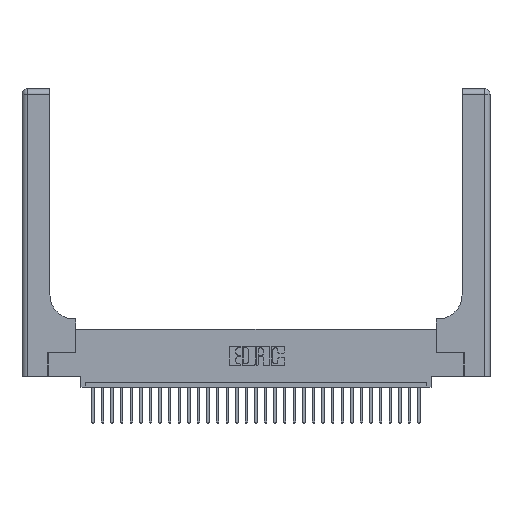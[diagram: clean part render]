
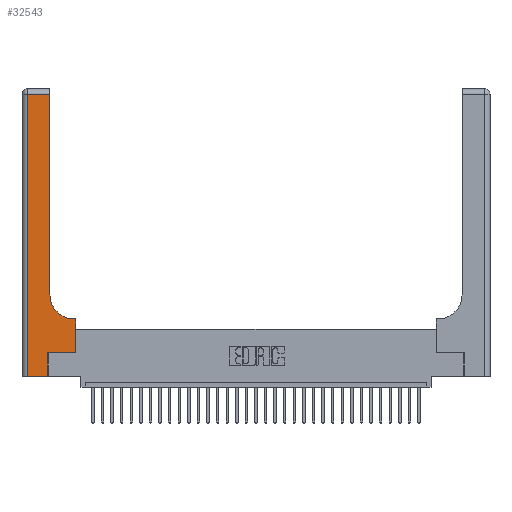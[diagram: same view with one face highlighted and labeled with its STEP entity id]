
A CAD part, top view. The second image highlights one B-rep face of the part: STEP entity #32543.
In plain terms, the highlighted planar face has unit normal (0, 0, 1).
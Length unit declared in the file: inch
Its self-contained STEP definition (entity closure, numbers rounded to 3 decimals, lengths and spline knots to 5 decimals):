
#108 = EDGE_CURVE ( 'NONE', #18632, #14458, #23483, .T. ) ;
#1066 = VECTOR ( 'NONE', #1099, 39.37008 ) ;
#1099 = DIRECTION ( 'NONE',  ( -1., 0., 0. ) ) ;
#1289 = LINE ( 'NONE', #21623, #22960 ) ;
#1968 = ORIENTED_EDGE ( 'NONE', *, *, #20031, .T. ) ;
#2246 = EDGE_CURVE ( 'NONE', #13855, #10863, #1289, .T. ) ;
#2400 = LINE ( 'NONE', #27379, #28412 ) ;
#3438 = EDGE_LOOP ( 'NONE', ( #22402, #1968, #10605, #18832, #30587, #18521, #10338, #9370, #19385 ) ) ;
#3567 = DIRECTION ( 'NONE',  ( 0., 1., 0. ) ) ;
#3741 = VECTOR ( 'NONE', #23261, 39.37008 ) ;
#4002 = VECTOR ( 'NONE', #4409, 39.37008 ) ;
#4122 = CIRCLE ( 'NONE', #6951, 0.25 ) ;
#4177 = VECTOR ( 'NONE', #29110, 39.37008 ) ;
#4271 = CARTESIAN_POINT ( 'NONE',  ( 0.2915, 0.85, 0.37 ) ) ;
#4409 = DIRECTION ( 'NONE',  ( 0., 1., 0. ) ) ;
#5232 = EDGE_CURVE ( 'NONE', #10863, #27880, #2400, .T. ) ;
#6159 = DIRECTION ( 'NONE',  ( 0., 0., -1. ) ) ;
#6357 = CARTESIAN_POINT ( 'NONE',  ( 0., 2.94, 0.37 ) ) ;
#6484 = LINE ( 'NONE', #28512, #3741 ) ;
#6487 = DIRECTION ( 'NONE',  ( -1., 0., 0. ) ) ;
#6926 = VECTOR ( 'NONE', #31844, 39.37008 ) ;
#6951 = AXIS2_PLACEMENT_3D ( 'NONE', #15625, #20238, #20441 ) ;
#8903 = EDGE_CURVE ( 'NONE', #27843, #17492, #4122, .T. ) ;
#9370 = ORIENTED_EDGE ( 'NONE', *, *, #10198, .T. ) ;
#10198 = EDGE_CURVE ( 'NONE', #14458, #27843, #6484, .T. ) ;
#10338 = ORIENTED_EDGE ( 'NONE', *, *, #108, .T. ) ;
#10605 = ORIENTED_EDGE ( 'NONE', *, *, #28829, .T. ) ;
#10690 = LINE ( 'NONE', #31479, #4002 ) ;
#10863 = VERTEX_POINT ( 'NONE', #27372 ) ;
#11461 = EDGE_CURVE ( 'NONE', #17492, #22479, #10690, .T. ) ;
#12149 = CARTESIAN_POINT ( 'NONE',  ( 0.5585, 0.6, 0.37 ) ) ;
#13855 = VERTEX_POINT ( 'NONE', #20025 ) ;
#14458 = VERTEX_POINT ( 'NONE', #12149 ) ;
#15285 = VERTEX_POINT ( 'NONE', #26572 ) ;
#15625 = CARTESIAN_POINT ( 'NONE',  ( 0.5415, 0.85, 0.37 ) ) ;
#16144 = CARTESIAN_POINT ( 'NONE',  ( 0.5585, 0.25, 0.37 ) ) ;
#17492 = VERTEX_POINT ( 'NONE', #4271 ) ;
#17528 = CARTESIAN_POINT ( 'NONE',  ( 0.5415, 0.6, 0.37 ) ) ;
#17559 = LINE ( 'NONE', #19646, #6926 ) ;
#18521 = ORIENTED_EDGE ( 'NONE', *, *, #22379, .T. ) ;
#18632 = VERTEX_POINT ( 'NONE', #29292 ) ;
#18832 = ORIENTED_EDGE ( 'NONE', *, *, #2246, .T. ) ;
#18855 = FACE_OUTER_BOUND ( 'NONE', #3438, .T. ) ;
#19385 = ORIENTED_EDGE ( 'NONE', *, *, #8903, .T. ) ;
#19646 = CARTESIAN_POINT ( 'NONE',  ( 0.06, 3., 0.37 ) ) ;
#19939 = LINE ( 'NONE', #21808, #4177 ) ;
#20025 = CARTESIAN_POINT ( 'NONE',  ( 0.06, 0., 0.37 ) ) ;
#20031 = EDGE_CURVE ( 'NONE', #22479, #15285, #30979, .T. ) ;
#20238 = DIRECTION ( 'NONE',  ( 0., 0., -1. ) ) ;
#20441 = DIRECTION ( 'NONE',  ( 1., 0., 0. ) ) ;
#21018 = DIRECTION ( 'NONE',  ( 0., 1., 0. ) ) ;
#21572 = PLANE ( 'NONE',  #22912 ) ;
#21623 = CARTESIAN_POINT ( 'NONE',  ( 0., 0., 0.37 ) ) ;
#21808 = CARTESIAN_POINT ( 'NONE',  ( 0.269, 0.25, 0.37 ) ) ;
#21869 = VECTOR ( 'NONE', #3567, 39.37008 ) ;
#22379 = EDGE_CURVE ( 'NONE', #27880, #18632, #19939, .T. ) ;
#22402 = ORIENTED_EDGE ( 'NONE', *, *, #11461, .T. ) ;
#22479 = VERTEX_POINT ( 'NONE', #26579 ) ;
#22912 = AXIS2_PLACEMENT_3D ( 'NONE', #24029, #6159, #6487 ) ;
#22960 = VECTOR ( 'NONE', #26392, 39.37008 ) ;
#23261 = DIRECTION ( 'NONE',  ( -1., 0., 0. ) ) ;
#23483 = LINE ( 'NONE', #16144, #21869 ) ;
#24029 = CARTESIAN_POINT ( 'NONE',  ( 0., 3., 0.37 ) ) ;
#26392 = DIRECTION ( 'NONE',  ( 1., 0., 0. ) ) ;
#26572 = CARTESIAN_POINT ( 'NONE',  ( 0.06, 2.94, 0.37 ) ) ;
#26579 = CARTESIAN_POINT ( 'NONE',  ( 0.2915, 2.94, 0.37 ) ) ;
#27372 = CARTESIAN_POINT ( 'NONE',  ( 0.269, 0., 0.37 ) ) ;
#27379 = CARTESIAN_POINT ( 'NONE',  ( 0.269, 0., 0.37 ) ) ;
#27843 = VERTEX_POINT ( 'NONE', #17528 ) ;
#27880 = VERTEX_POINT ( 'NONE', #32238 ) ;
#28412 = VECTOR ( 'NONE', #21018, 39.37008 ) ;
#28512 = CARTESIAN_POINT ( 'NONE',  ( 0.2915, 0.6, 0.37 ) ) ;
#28829 = EDGE_CURVE ( 'NONE', #15285, #13855, #17559, .T. ) ;
#29110 = DIRECTION ( 'NONE',  ( 1., 0., 0. ) ) ;
#29292 = CARTESIAN_POINT ( 'NONE',  ( 0.5585, 0.25, 0.37 ) ) ;
#30587 = ORIENTED_EDGE ( 'NONE', *, *, #5232, .T. ) ;
#30979 = LINE ( 'NONE', #6357, #1066 ) ;
#31479 = CARTESIAN_POINT ( 'NONE',  ( 0.2915, 3., 0.37 ) ) ;
#31844 = DIRECTION ( 'NONE',  ( 0., -1., 0. ) ) ;
#32238 = CARTESIAN_POINT ( 'NONE',  ( 0.269, 0.25, 0.37 ) ) ;
#32543 = ADVANCED_FACE ( 'NONE', ( #18855 ), #21572, .F. ) ;
